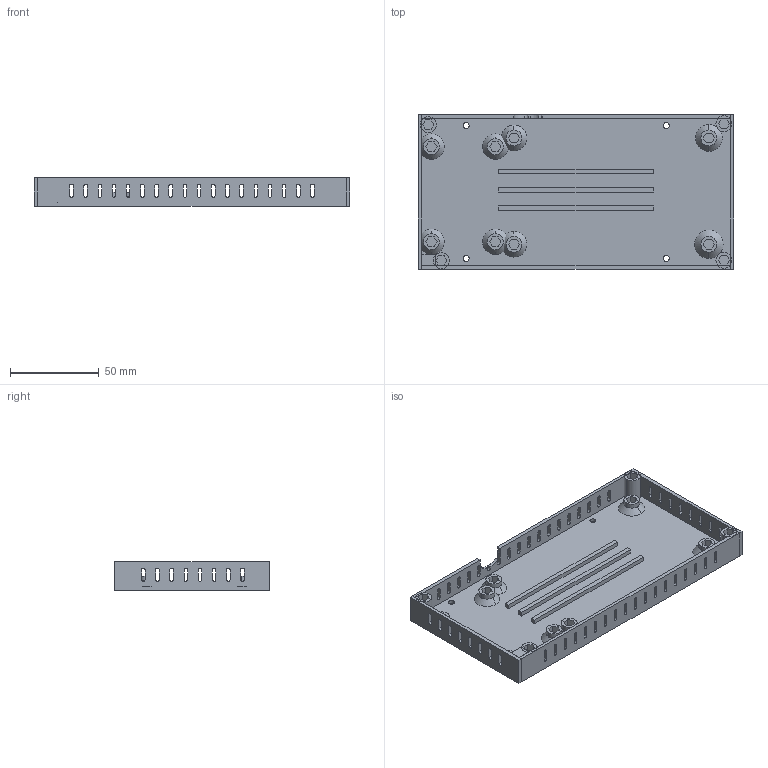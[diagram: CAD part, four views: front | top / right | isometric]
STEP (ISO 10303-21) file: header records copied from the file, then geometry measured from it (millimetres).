
FILE_DESCRIPTION(/* description */ (''),/* implementation_level */ '2;1');
FILE_NAME(/* name */ 'BoxBase_v2',/* time_stamp */ '2024-08-08T13:53:19+02:00',/* author */ (''),/* organization */ (''),/* preprocessor_version */ 'ST-DEVELOPER v19.2',/* originating_system */ 'Rhino 8.4',/* authorisation */ '');
FILE_SCHEMA (('CONFIG_CONTROL_DESIGN'));
Length unit declared in the file: millimetre
Products named in the file (1): Document
Bounding box: 178 x 87 x 16 mm (x, y, z)
Volume: 22198.5 mm3; surface area: 61576.9 mm2
Topology: 20 solids, 41 shells, 448 faces, 1174 edges, 788 vertices
Faces by surface type: plane 278, cylinder 154, bspline 16
Entity records: 13903 total; most frequent: CARTESIAN_POINT 4077, ORIENTED_EDGE 2300, EDGE_CURVE 1174, DIRECTION 1150, AXIS2_PLACEMENT_3D 791, VERTEX_POINT 788, B_SPLINE_CURVE_WITH_KNOTS 727, EDGE_LOOP 576
